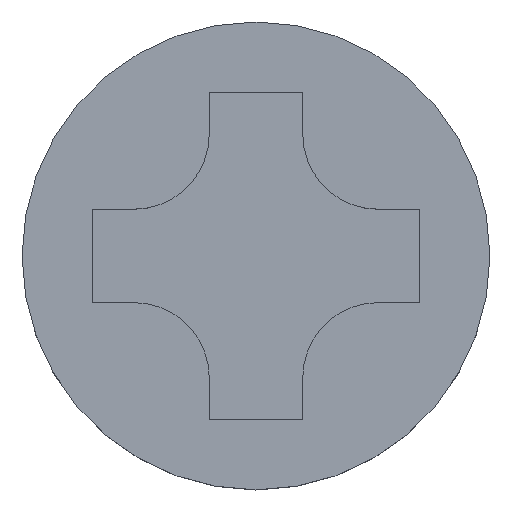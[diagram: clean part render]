
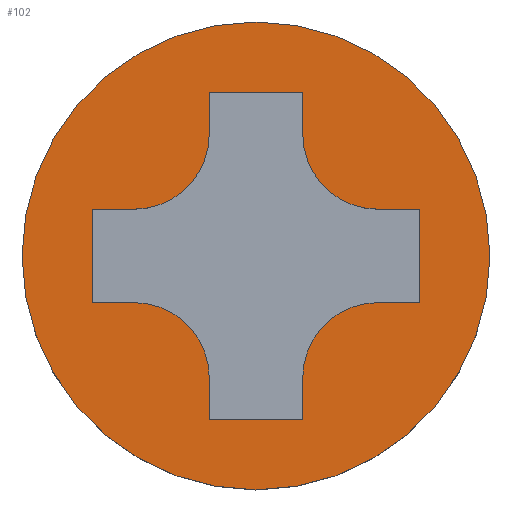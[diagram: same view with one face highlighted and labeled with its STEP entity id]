
A CAD part, top view. The second image highlights one B-rep face of the part: STEP entity #102.
In plain terms, the highlighted planar face has unit normal (0, 0, 1).
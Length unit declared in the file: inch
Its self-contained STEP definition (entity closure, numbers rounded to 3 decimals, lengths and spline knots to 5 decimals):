
#70 = ORIENTED_EDGE ( 'NONE', *, *, #985, .T. ) ;
#89 = ORIENTED_EDGE ( 'NONE', *, *, #3442, .F. ) ;
#102 = ADVANCED_FACE ( 'NONE', ( #1508, #136 ), #3209, .F. ) ;
#136 = FACE_BOUND ( 'NONE', #225, .T. ) ;
#157 = DIRECTION ( 'NONE',  ( 0., 0., -1. ) ) ;
#176 = DIRECTION ( 'NONE',  ( -1., 0., 0. ) ) ;
#197 = VECTOR ( 'NONE', #3214, 39.37008 ) ;
#206 = ORIENTED_EDGE ( 'NONE', *, *, #918, .F. ) ;
#217 = DIRECTION ( 'NONE',  ( 0., 0., 1. ) ) ;
#225 = EDGE_LOOP ( 'NONE', ( #2493, #1483, #2850, #269, #2949, #89, #1369, #2107, #1061, #1465, #523, #70, #1800, #3434, #1599, #608 ) ) ;
#235 = ORIENTED_EDGE ( 'NONE', *, *, #475, .F. ) ;
#239 = LINE ( 'NONE', #2509, #469 ) ;
#249 = CARTESIAN_POINT ( 'NONE',  ( 0.01969, 0.05118, 0.03937 ) ) ;
#269 = ORIENTED_EDGE ( 'NONE', *, *, #2828, .T. ) ;
#273 = DIRECTION ( 'NONE',  ( 0., 0., -1. ) ) ;
#279 = DIRECTION ( 'NONE',  ( 0., 1., 0. ) ) ;
#297 = AXIS2_PLACEMENT_3D ( 'NONE', #522, #273, #3314 ) ;
#322 = DIRECTION ( 'NONE',  ( 1., 0., 0. ) ) ;
#406 = EDGE_CURVE ( 'NONE', #2203, #1373, #239, .T. ) ;
#427 = CARTESIAN_POINT ( 'NONE',  ( 0.05118, -0.01969, 0.03937 ) ) ;
#448 = EDGE_CURVE ( 'NONE', #2578, #1084, #2782, .T. ) ;
#468 = VERTEX_POINT ( 'NONE', #2713 ) ;
#469 = VECTOR ( 'NONE', #1912, 39.37008 ) ;
#475 = EDGE_CURVE ( 'NONE', #2554, #2327, #2560, .T. ) ;
#522 = CARTESIAN_POINT ( 'NONE',  ( 0., 0., 0.03937 ) ) ;
#523 = ORIENTED_EDGE ( 'NONE', *, *, #2035, .F. ) ;
#608 = ORIENTED_EDGE ( 'NONE', *, *, #1486, .T. ) ;
#617 = CARTESIAN_POINT ( 'NONE',  ( -0.01969, -0.05118, 0.03937 ) ) ;
#651 = VECTOR ( 'NONE', #279, 39.37008 ) ;
#653 = DIRECTION ( 'NONE',  ( 1., 0., 0. ) ) ;
#691 = DIRECTION ( 'NONE',  ( 0., -1., 0. ) ) ;
#696 = CARTESIAN_POINT ( 'NONE',  ( 0., 0., 0.03937 ) ) ;
#702 = VECTOR ( 'NONE', #1931, 39.37008 ) ;
#705 = CARTESIAN_POINT ( 'NONE',  ( 0.01969, 0.05118, 0.03937 ) ) ;
#846 = CARTESIAN_POINT ( 'NONE',  ( -0.05118, 0.01969, 0.03937 ) ) ;
#880 = VECTOR ( 'NONE', #2088, 39.37008 ) ;
#918 = EDGE_CURVE ( 'NONE', #2327, #2554, #1045, .T. ) ;
#944 = LINE ( 'NONE', #2913, #1816 ) ;
#961 = CARTESIAN_POINT ( 'NONE',  ( 0.0689, -0.01969, 0.03937 ) ) ;
#962 = DIRECTION ( 'NONE',  ( 0., 0., -1. ) ) ;
#966 = CARTESIAN_POINT ( 'NONE',  ( -0.05118, -0.05118, 0.03937 ) ) ;
#983 = LINE ( 'NONE', #1037, #197 ) ;
#985 = EDGE_CURVE ( 'NONE', #1761, #1334, #2453, .T. ) ;
#1030 = VERTEX_POINT ( 'NONE', #1236 ) ;
#1037 = CARTESIAN_POINT ( 'NONE',  ( 0.0689, 0.01969, 0.03937 ) ) ;
#1045 = CIRCLE ( 'NONE', #3378, 0.09843 ) ;
#1047 = AXIS2_PLACEMENT_3D ( 'NONE', #966, #1846, #1531 ) ;
#1061 = ORIENTED_EDGE ( 'NONE', *, *, #3068, .F. ) ;
#1084 = VERTEX_POINT ( 'NONE', #3164 ) ;
#1202 = CARTESIAN_POINT ( 'NONE',  ( -0.0689, 0.01969, 0.03937 ) ) ;
#1236 = CARTESIAN_POINT ( 'NONE',  ( 0.05118, 0.01969, 0.03937 ) ) ;
#1244 = DIRECTION ( 'NONE',  ( 0., 0., 1. ) ) ;
#1265 = CARTESIAN_POINT ( 'NONE',  ( -0.01969, -0.0689, 0.03937 ) ) ;
#1287 = CARTESIAN_POINT ( 'NONE',  ( 0.0689, -0.01969, 0.03937 ) ) ;
#1288 = VECTOR ( 'NONE', #3230, 39.37008 ) ;
#1334 = VERTEX_POINT ( 'NONE', #3274 ) ;
#1356 = CARTESIAN_POINT ( 'NONE',  ( -0.0689, 0.01969, 0.03937 ) ) ;
#1360 = CARTESIAN_POINT ( 'NONE',  ( -0.0689, -0.01969, 0.03937 ) ) ;
#1363 = CARTESIAN_POINT ( 'NONE',  ( 0.01969, -0.0689, 0.03937 ) ) ;
#1369 = ORIENTED_EDGE ( 'NONE', *, *, #1933, .F. ) ;
#1373 = VERTEX_POINT ( 'NONE', #3226 ) ;
#1377 = VECTOR ( 'NONE', #322, 39.37008 ) ;
#1414 = CARTESIAN_POINT ( 'NONE',  ( -0.05118, 0.01969, 0.03937 ) ) ;
#1465 = ORIENTED_EDGE ( 'NONE', *, *, #3392, .F. ) ;
#1483 = ORIENTED_EDGE ( 'NONE', *, *, #2947, .F. ) ;
#1486 = EDGE_CURVE ( 'NONE', #2160, #1373, #2801, .T. ) ;
#1508 = FACE_OUTER_BOUND ( 'NONE', #1848, .T. ) ;
#1531 = DIRECTION ( 'NONE',  ( 1., 0., 0. ) ) ;
#1535 = CARTESIAN_POINT ( 'NONE',  ( -0.09843, 0., 0.03937 ) ) ;
#1599 = ORIENTED_EDGE ( 'NONE', *, *, #3174, .F. ) ;
#1613 = EDGE_CURVE ( 'NONE', #2800, #3094, #3475, .T. ) ;
#1658 = LINE ( 'NONE', #1360, #1377 ) ;
#1728 = DIRECTION ( 'NONE',  ( -1., 0., 0. ) ) ;
#1761 = VERTEX_POINT ( 'NONE', #617 ) ;
#1789 = CARTESIAN_POINT ( 'NONE',  ( 0.01969, 0.0689, 0.03937 ) ) ;
#1800 = ORIENTED_EDGE ( 'NONE', *, *, #3589, .F. ) ;
#1816 = VECTOR ( 'NONE', #653, 39.37008 ) ;
#1819 = VECTOR ( 'NONE', #2908, 39.37008 ) ;
#1830 = VERTEX_POINT ( 'NONE', #2620 ) ;
#1846 = DIRECTION ( 'NONE',  ( 0., 0., 1. ) ) ;
#1848 = EDGE_LOOP ( 'NONE', ( #206, #235 ) ) ;
#1881 = VECTOR ( 'NONE', #2879, 39.37008 ) ;
#1895 = LINE ( 'NONE', #3297, #2281 ) ;
#1912 = DIRECTION ( 'NONE',  ( 0., -1., 0. ) ) ;
#1924 = CARTESIAN_POINT ( 'NONE',  ( 0.05118, 0.05118, 0.03937 ) ) ;
#1931 = DIRECTION ( 'NONE',  ( 0., -1., 0. ) ) ;
#1933 = EDGE_CURVE ( 'NONE', #3256, #2893, #3456, .T. ) ;
#1986 = VECTOR ( 'NONE', #1728, 39.37008 ) ;
#2000 = LINE ( 'NONE', #1414, #1986 ) ;
#2035 = EDGE_CURVE ( 'NONE', #1761, #3293, #1895, .T. ) ;
#2088 = DIRECTION ( 'NONE',  ( 0., 1., 0. ) ) ;
#2098 = EDGE_CURVE ( 'NONE', #3256, #1830, #2754, .T. ) ;
#2107 = ORIENTED_EDGE ( 'NONE', *, *, #2098, .T. ) ;
#2147 = DIRECTION ( 'NONE',  ( 0., -1., 0. ) ) ;
#2157 = DIRECTION ( 'NONE',  ( -1., 0., 0. ) ) ;
#2160 = VERTEX_POINT ( 'NONE', #846 ) ;
#2189 = LINE ( 'NONE', #1363, #651 ) ;
#2203 = VERTEX_POINT ( 'NONE', #2781 ) ;
#2281 = VECTOR ( 'NONE', #3021, 39.37008 ) ;
#2293 = CARTESIAN_POINT ( 'NONE',  ( 0.05118, -0.01969, 0.03937 ) ) ;
#2327 = VERTEX_POINT ( 'NONE', #2939 ) ;
#2346 = EDGE_CURVE ( 'NONE', #468, #1030, #983, .T. ) ;
#2401 = CARTESIAN_POINT ( 'NONE',  ( 0.05118, -0.05118, 0.03937 ) ) ;
#2402 = CIRCLE ( 'NONE', #3211, 0.0315 ) ;
#2448 = AXIS2_PLACEMENT_3D ( 'NONE', #3464, #962, #691 ) ;
#2453 = CIRCLE ( 'NONE', #1047, 0.0315 ) ;
#2493 = ORIENTED_EDGE ( 'NONE', *, *, #406, .F. ) ;
#2509 = CARTESIAN_POINT ( 'NONE',  ( -0.01969, 0.0689, 0.03937 ) ) ;
#2554 = VERTEX_POINT ( 'NONE', #1535 ) ;
#2560 = CIRCLE ( 'NONE', #297, 0.09843 ) ;
#2578 = VERTEX_POINT ( 'NONE', #1202 ) ;
#2620 = CARTESIAN_POINT ( 'NONE',  ( 0.01969, -0.05118, 0.03937 ) ) ;
#2677 = LINE ( 'NONE', #1287, #1881 ) ;
#2713 = CARTESIAN_POINT ( 'NONE',  ( 0.0689, 0.01969, 0.03937 ) ) ;
#2754 = CIRCLE ( 'NONE', #3505, 0.0315 ) ;
#2781 = CARTESIAN_POINT ( 'NONE',  ( -0.01969, 0.0689, 0.03937 ) ) ;
#2782 = LINE ( 'NONE', #1356, #702 ) ;
#2800 = VERTEX_POINT ( 'NONE', #249 ) ;
#2801 = CIRCLE ( 'NONE', #3270, 0.0315 ) ;
#2828 = EDGE_CURVE ( 'NONE', #2800, #1030, #2402, .T. ) ;
#2850 = ORIENTED_EDGE ( 'NONE', *, *, #1613, .F. ) ;
#2879 = DIRECTION ( 'NONE',  ( 0., 1., 0. ) ) ;
#2893 = VERTEX_POINT ( 'NONE', #961 ) ;
#2908 = DIRECTION ( 'NONE',  ( 1., 0., 0. ) ) ;
#2913 = CARTESIAN_POINT ( 'NONE',  ( -0.01969, -0.0689, 0.03937 ) ) ;
#2939 = CARTESIAN_POINT ( 'NONE',  ( 0.09843, 0., 0.03937 ) ) ;
#2947 = EDGE_CURVE ( 'NONE', #3094, #2203, #3497, .T. ) ;
#2948 = DIRECTION ( 'NONE',  ( 0., 0., 1. ) ) ;
#2949 = ORIENTED_EDGE ( 'NONE', *, *, #2346, .F. ) ;
#2950 = CARTESIAN_POINT ( 'NONE',  ( -0.05118, 0.05118, 0.03937 ) ) ;
#2986 = VERTEX_POINT ( 'NONE', #3053 ) ;
#3004 = DIRECTION ( 'NONE',  ( 0., 1., 0. ) ) ;
#3021 = DIRECTION ( 'NONE',  ( 0., -1., 0. ) ) ;
#3053 = CARTESIAN_POINT ( 'NONE',  ( 0.01969, -0.0689, 0.03937 ) ) ;
#3068 = EDGE_CURVE ( 'NONE', #2986, #1830, #2189, .T. ) ;
#3094 = VERTEX_POINT ( 'NONE', #3287 ) ;
#3164 = CARTESIAN_POINT ( 'NONE',  ( -0.0689, -0.01969, 0.03937 ) ) ;
#3174 = EDGE_CURVE ( 'NONE', #2160, #2578, #2000, .T. ) ;
#3209 = PLANE ( 'NONE',  #2448 ) ;
#3211 = AXIS2_PLACEMENT_3D ( 'NONE', #1924, #217, #2157 ) ;
#3214 = DIRECTION ( 'NONE',  ( -1., 0., 0. ) ) ;
#3226 = CARTESIAN_POINT ( 'NONE',  ( -0.01969, 0.05118, 0.03937 ) ) ;
#3230 = DIRECTION ( 'NONE',  ( -1., 0., 0. ) ) ;
#3256 = VERTEX_POINT ( 'NONE', #2293 ) ;
#3270 = AXIS2_PLACEMENT_3D ( 'NONE', #2950, #1244, #2147 ) ;
#3274 = CARTESIAN_POINT ( 'NONE',  ( -0.05118, -0.01969, 0.03937 ) ) ;
#3287 = CARTESIAN_POINT ( 'NONE',  ( 0.01969, 0.0689, 0.03937 ) ) ;
#3293 = VERTEX_POINT ( 'NONE', #1265 ) ;
#3297 = CARTESIAN_POINT ( 'NONE',  ( -0.01969, -0.05118, 0.03937 ) ) ;
#3314 = DIRECTION ( 'NONE',  ( -1., 0., 0. ) ) ;
#3378 = AXIS2_PLACEMENT_3D ( 'NONE', #696, #157, #176 ) ;
#3392 = EDGE_CURVE ( 'NONE', #3293, #2986, #944, .T. ) ;
#3434 = ORIENTED_EDGE ( 'NONE', *, *, #448, .F. ) ;
#3442 = EDGE_CURVE ( 'NONE', #2893, #468, #2677, .T. ) ;
#3456 = LINE ( 'NONE', #427, #1819 ) ;
#3464 = CARTESIAN_POINT ( 'NONE',  ( 0., 0., 0.03937 ) ) ;
#3475 = LINE ( 'NONE', #705, #880 ) ;
#3497 = LINE ( 'NONE', #1789, #1288 ) ;
#3505 = AXIS2_PLACEMENT_3D ( 'NONE', #2401, #2948, #3004 ) ;
#3589 = EDGE_CURVE ( 'NONE', #1084, #1334, #1658, .T. ) ;
